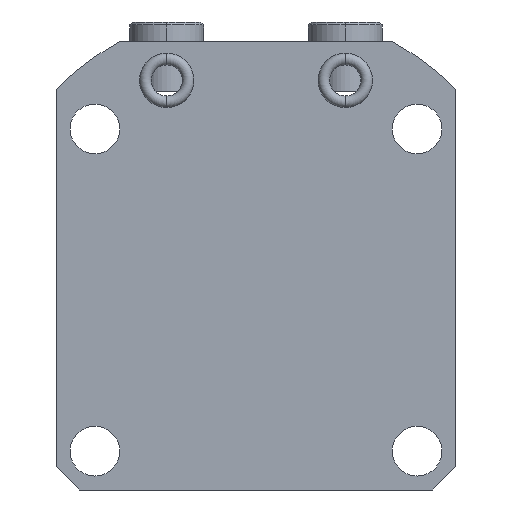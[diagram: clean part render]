
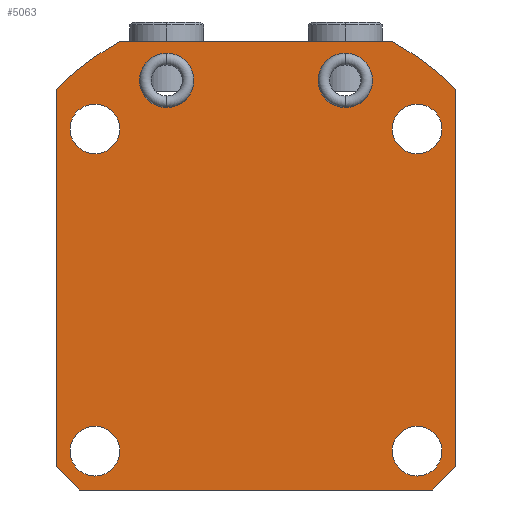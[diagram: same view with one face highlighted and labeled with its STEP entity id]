
A CAD part, front view. The second image highlights one B-rep face of the part: STEP entity #5063.
In plain terms, the highlighted planar face has unit normal (0, -1, 0).
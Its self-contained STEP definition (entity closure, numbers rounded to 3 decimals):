
#1443=CARTESIAN_POINT('',(0.,-35.,0.));
#1444=DIRECTION('',(0.,-1.,0.));
#1445=DIRECTION('',(0.705,0.,0.709));
#1446=AXIS2_PLACEMENT_3D('',#1443,#1444,#1445);
#1473=CARTESIAN_POINT('',(0.,-35.,0.));
#1474=DIRECTION('',(0.,-1.,0.));
#1475=DIRECTION('',(-0.482,0.,0.876));
#1476=AXIS2_PLACEMENT_3D('',#1473,#1474,#1475);
#1503=DIRECTION('',(0.707,0.,0.707));
#1504=VECTOR('',#1503,8.485);
#1505=CARTESIAN_POINT('',(45.5,-35.,-51.5));
#1506=LINE('',#1505,#1504);
#1510=DIRECTION('',(1.,0.,0.));
#1511=VECTOR('',#1510,91.);
#1512=CARTESIAN_POINT('',(-45.5,-35.,-51.5));
#1513=LINE('',#1512,#1511);
#1517=DIRECTION('',(0.707,0.,-0.707));
#1518=VECTOR('',#1517,8.485);
#1519=CARTESIAN_POINT('',(-51.5,-35.,-45.5));
#1520=LINE('',#1519,#1518);
#1524=DIRECTION('',(0.,0.,-1.));
#1525=VECTOR('',#1524,97.273);
#1526=CARTESIAN_POINT('',(-51.5,-35.,51.773));
#1527=LINE('',#1526,#1525);
#1531=DIRECTION('',(-1.,0.,0.));
#1532=VECTOR('',#1531,70.332);
#1533=CARTESIAN_POINT('',(35.166,-35.,64.));
#1534=LINE('',#1533,#1532);
#1538=DIRECTION('',(0.,0.,1.));
#1539=VECTOR('',#1538,97.273);
#1540=CARTESIAN_POINT('',(51.5,-35.,-45.5));
#1541=LINE('',#1540,#1539);
#1545=CARTESIAN_POINT('',(41.5,-35.,-41.5));
#1546=DIRECTION('',(0.,1.,0.));
#1547=DIRECTION('',(1.,0.,0.));
#1548=AXIS2_PLACEMENT_3D('',#1545,#1546,#1547);
#1553=CARTESIAN_POINT('',(41.5,-35.,-41.5));
#1554=DIRECTION('',(0.,1.,0.));
#1555=DIRECTION('',(-1.,0.,0.));
#1556=AXIS2_PLACEMENT_3D('',#1553,#1554,#1555);
#1561=CARTESIAN_POINT('',(-41.5,-35.,-41.5));
#1562=DIRECTION('',(0.,1.,0.));
#1563=DIRECTION('',(1.,0.,0.));
#1564=AXIS2_PLACEMENT_3D('',#1561,#1562,#1563);
#1569=CARTESIAN_POINT('',(-41.5,-35.,-41.5));
#1570=DIRECTION('',(0.,1.,0.));
#1571=DIRECTION('',(-1.,0.,0.));
#1572=AXIS2_PLACEMENT_3D('',#1569,#1570,#1571);
#1577=CARTESIAN_POINT('',(-41.5,-35.,41.5));
#1578=DIRECTION('',(0.,1.,0.));
#1579=DIRECTION('',(1.,0.,0.));
#1580=AXIS2_PLACEMENT_3D('',#1577,#1578,#1579);
#1585=CARTESIAN_POINT('',(-41.5,-35.,41.5));
#1586=DIRECTION('',(0.,1.,0.));
#1587=DIRECTION('',(-1.,0.,0.));
#1588=AXIS2_PLACEMENT_3D('',#1585,#1586,#1587);
#1593=CARTESIAN_POINT('',(41.5,-35.,41.5));
#1594=DIRECTION('',(0.,1.,0.));
#1595=DIRECTION('',(1.,0.,0.));
#1596=AXIS2_PLACEMENT_3D('',#1593,#1594,#1595);
#1601=CARTESIAN_POINT('',(41.5,-35.,41.5));
#1602=DIRECTION('',(0.,1.,0.));
#1603=DIRECTION('',(-1.,0.,0.));
#1604=AXIS2_PLACEMENT_3D('',#1601,#1602,#1603);
#1609=CARTESIAN_POINT('',(23.,-35.,54.));
#1610=DIRECTION('',(0.,-1.,0.));
#1611=DIRECTION('',(-1.,0.,0.));
#1612=AXIS2_PLACEMENT_3D('',#1609,#1610,#1611);
#1617=CARTESIAN_POINT('',(23.,-35.,54.));
#1618=DIRECTION('',(0.,-1.,0.));
#1619=DIRECTION('',(1.,0.,0.));
#1620=AXIS2_PLACEMENT_3D('',#1617,#1618,#1619);
#1625=CARTESIAN_POINT('',(-23.,-35.,54.));
#1626=DIRECTION('',(0.,1.,0.));
#1627=DIRECTION('',(1.,0.,0.));
#1628=AXIS2_PLACEMENT_3D('',#1625,#1626,#1627);
#1633=CARTESIAN_POINT('',(-23.,-35.,54.));
#1634=DIRECTION('',(0.,1.,0.));
#1635=DIRECTION('',(-1.,0.,0.));
#1636=AXIS2_PLACEMENT_3D('',#1633,#1634,#1635);
#3522=CARTESIAN_POINT('',(51.5,-35.,51.773));
#3524=VERTEX_POINT('',#3522);
#3525=CARTESIAN_POINT('',(35.166,-35.,64.));
#3526=VERTEX_POINT('',#3525);
#3527=CARTESIAN_POINT('',(-35.166,-35.,64.));
#3528=VERTEX_POINT('',#3527);
#3530=CARTESIAN_POINT('',(-51.5,-35.,51.773));
#3532=VERTEX_POINT('',#3530);
#3533=CARTESIAN_POINT('',(45.5,-35.,-51.5));
#3535=VERTEX_POINT('',#3533);
#3539=CARTESIAN_POINT('',(51.5,-35.,-45.5));
#3540=VERTEX_POINT('',#3539);
#3541=CARTESIAN_POINT('',(-51.5,-35.,-45.5));
#3543=VERTEX_POINT('',#3541);
#3547=CARTESIAN_POINT('',(-45.5,-35.,-51.5));
#3548=VERTEX_POINT('',#3547);
#3565=CARTESIAN_POINT('',(47.9,-35.,-41.5));
#3566=VERTEX_POINT('',#3565);
#3567=CARTESIAN_POINT('',(35.1,-35.,-41.5));
#3568=VERTEX_POINT('',#3567);
#3569=CARTESIAN_POINT('',(-35.1,-35.,-41.5));
#3570=VERTEX_POINT('',#3569);
#3571=CARTESIAN_POINT('',(-47.9,-35.,-41.5));
#3572=VERTEX_POINT('',#3571);
#3573=CARTESIAN_POINT('',(-35.1,-35.,41.5));
#3574=VERTEX_POINT('',#3573);
#3575=CARTESIAN_POINT('',(-47.9,-35.,41.5));
#3576=VERTEX_POINT('',#3575);
#3577=CARTESIAN_POINT('',(47.9,-35.,41.5));
#3578=VERTEX_POINT('',#3577);
#3579=CARTESIAN_POINT('',(35.1,-35.,41.5));
#3580=VERTEX_POINT('',#3579);
#3633=CARTESIAN_POINT('',(16.,-35.,54.));
#3634=CARTESIAN_POINT('',(30.,-35.,54.));
#3635=VERTEX_POINT('',#3633);
#3636=VERTEX_POINT('',#3634);
#3669=CARTESIAN_POINT('',(-16.,-35.,54.));
#3670=VERTEX_POINT('',#3669);
#3671=CARTESIAN_POINT('',(-30.,-35.,54.));
#3672=VERTEX_POINT('',#3671);
#5011=CARTESIAN_POINT('',(0.,-35.,0.));
#5012=DIRECTION('',(0.,-1.,0.));
#5013=DIRECTION('',(-1.,0.,0.));
#5014=AXIS2_PLACEMENT_3D('',#5011,#5012,#5013);
#5015=PLANE('',#5014);
#5016=ORIENTED_EDGE('',*,*,#4919,.F.);
#5017=ORIENTED_EDGE('',*,*,#4936,.F.);
#5018=ORIENTED_EDGE('',*,*,#4948,.F.);
#5019=ORIENTED_EDGE('',*,*,#4964,.F.);
#5020=ORIENTED_EDGE('',*,*,#4991,.F.);
#5022=ORIENTED_EDGE('',*,*,#5021,.F.);
#5023=ORIENTED_EDGE('',*,*,#4976,.F.);
#5024=ORIENTED_EDGE('',*,*,#5004,.F.);
#5025=EDGE_LOOP('',(#5016,#5017,#5018,#5019,#5020,#5022,#5023,#5024));
#5026=FACE_OUTER_BOUND('',#5025,.F.);
#5028=ORIENTED_EDGE('',*,*,#5027,.F.);
#5030=ORIENTED_EDGE('',*,*,#5029,.F.);
#5031=EDGE_LOOP('',(#5028,#5030));
#5032=FACE_BOUND('',#5031,.F.);
#5034=ORIENTED_EDGE('',*,*,#5033,.F.);
#5036=ORIENTED_EDGE('',*,*,#5035,.F.);
#5037=EDGE_LOOP('',(#5034,#5036));
#5038=FACE_BOUND('',#5037,.F.);
#5040=ORIENTED_EDGE('',*,*,#5039,.F.);
#5042=ORIENTED_EDGE('',*,*,#5041,.F.);
#5043=EDGE_LOOP('',(#5040,#5042));
#5044=FACE_BOUND('',#5043,.F.);
#5046=ORIENTED_EDGE('',*,*,#5045,.F.);
#5048=ORIENTED_EDGE('',*,*,#5047,.F.);
#5049=EDGE_LOOP('',(#5046,#5048));
#5050=FACE_BOUND('',#5049,.F.);
#5052=ORIENTED_EDGE('',*,*,#5051,.T.);
#5054=ORIENTED_EDGE('',*,*,#5053,.T.);
#5055=EDGE_LOOP('',(#5052,#5054));
#5056=FACE_BOUND('',#5055,.F.);
#5058=ORIENTED_EDGE('',*,*,#5057,.F.);
#5060=ORIENTED_EDGE('',*,*,#5059,.F.);
#5061=EDGE_LOOP('',(#5058,#5060));
#5062=FACE_BOUND('',#5061,.F.);
#5063=ADVANCED_FACE('',(#5026,#5032,#5038,#5044,#5050,#5056,#5062),#5015,.T.);
#1447=CIRCLE('',#1446,73.025);
#1477=CIRCLE('',#1476,73.025);
#1549=CIRCLE('',#1548,6.4);
#1557=CIRCLE('',#1556,6.4);
#1565=CIRCLE('',#1564,6.4);
#1573=CIRCLE('',#1572,6.4);
#1581=CIRCLE('',#1580,6.4);
#1589=CIRCLE('',#1588,6.4);
#1597=CIRCLE('',#1596,6.4);
#1605=CIRCLE('',#1604,6.4);
#1613=CIRCLE('',#1612,7.);
#1621=CIRCLE('',#1620,7.);
#1629=CIRCLE('',#1628,7.);
#1637=CIRCLE('',#1636,7.);
#4919=EDGE_CURVE('',#3535,#3540,#1506,.T.);
#4936=EDGE_CURVE('',#3548,#3535,#1513,.T.);
#4948=EDGE_CURVE('',#3543,#3548,#1520,.T.);
#4964=EDGE_CURVE('',#3532,#3543,#1527,.T.);
#4976=EDGE_CURVE('',#3524,#3526,#1447,.T.);
#4991=EDGE_CURVE('',#3528,#3532,#1477,.T.);
#5004=EDGE_CURVE('',#3540,#3524,#1541,.T.);
#5021=EDGE_CURVE('',#3526,#3528,#1534,.T.);
#5027=EDGE_CURVE('',#3566,#3568,#1549,.T.);
#5029=EDGE_CURVE('',#3568,#3566,#1557,.T.);
#5033=EDGE_CURVE('',#3570,#3572,#1565,.T.);
#5035=EDGE_CURVE('',#3572,#3570,#1573,.T.);
#5039=EDGE_CURVE('',#3574,#3576,#1581,.T.);
#5041=EDGE_CURVE('',#3576,#3574,#1589,.T.);
#5045=EDGE_CURVE('',#3578,#3580,#1597,.T.);
#5047=EDGE_CURVE('',#3580,#3578,#1605,.T.);
#5051=EDGE_CURVE('',#3635,#3636,#1613,.T.);
#5053=EDGE_CURVE('',#3636,#3635,#1621,.T.);
#5057=EDGE_CURVE('',#3670,#3672,#1629,.T.);
#5059=EDGE_CURVE('',#3672,#3670,#1637,.T.);
